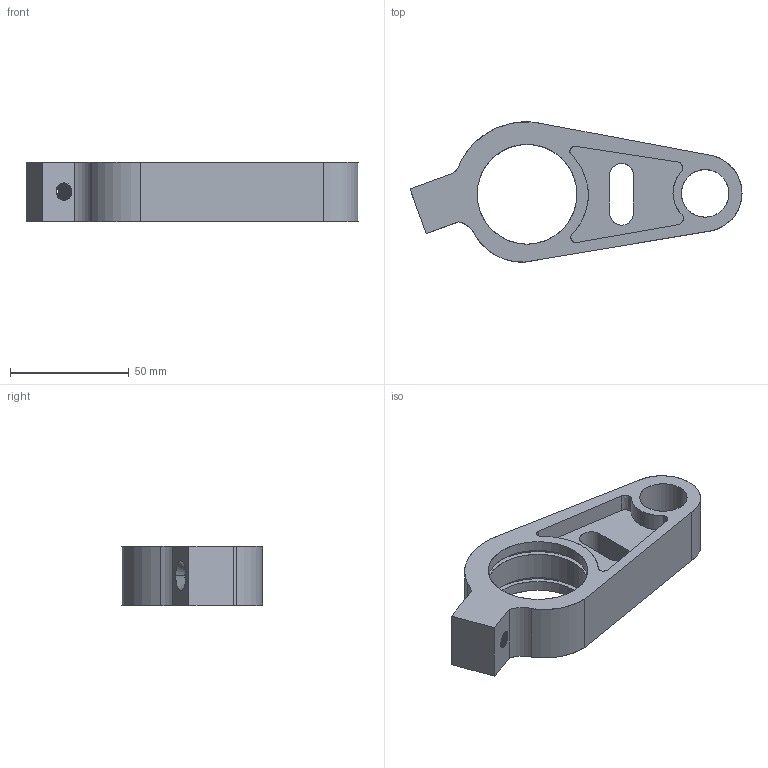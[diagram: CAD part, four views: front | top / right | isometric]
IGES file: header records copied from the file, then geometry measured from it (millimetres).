
Start section: SolidWorks IGES file using analytic representation for surfaces
Global section: file name: FICHIER IGES.IGS; native system: SolidWorks 2024; preprocessor: SolidWorks 2024; author: hugst; date: 240427.175938; units: millimetre
Bounding box: 139.83 x 59.07 x 25 mm (x, y, z)
Surface area: 25468.1 mm2 (no closed solid volume)
Topology: 0 solids, 0 shells, 108 faces, 2108 edges, 2101 vertices
Faces by surface type: revolution 85, bspline 23
